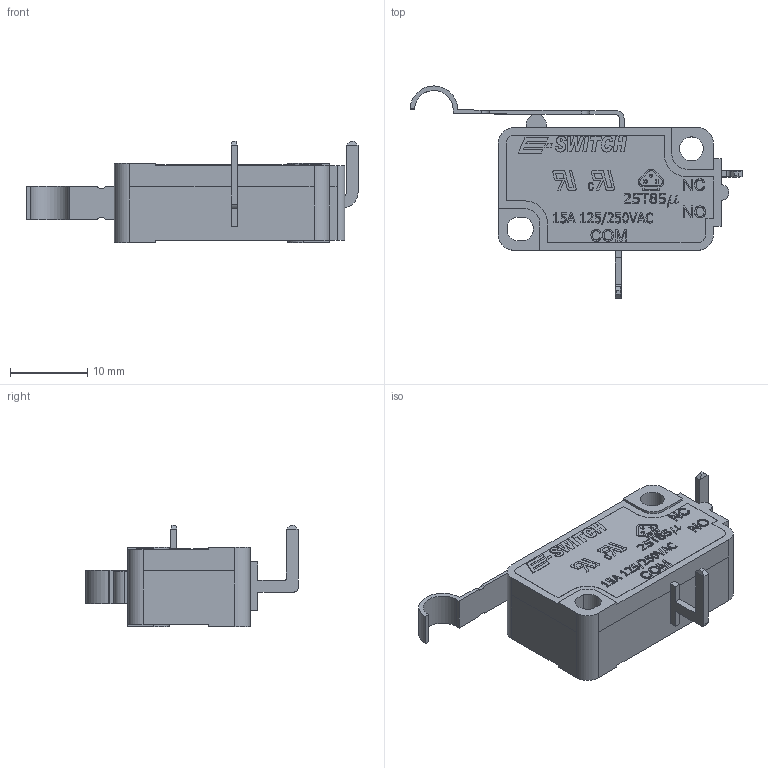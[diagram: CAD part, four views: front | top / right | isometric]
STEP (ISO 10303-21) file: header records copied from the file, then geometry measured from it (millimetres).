
FILE_DESCRIPTION((' '),'2;1');
FILE_NAME('LS085xx04FxxxV2B.stp','2017-08-01T14:05:11',(' '),(' '),' ','ACIS',' ');
FILE_SCHEMA(('CONFIG_CONTROL_DESIGN'));
Length unit declared in the file: inch
Products named in the file (1): LS085xx04FxxxV2B.stp
Bounding box: 43.05 x 27.51 x 13.15 mm (x, y, z)
Surface area: 2567.1 mm2 (no closed solid volume)
Topology: 0 solids, 1 shells, 779 faces, 2148 edges, 1425 vertices
Faces by surface type: plane 519, bspline 204, cylinder 56
Full cylindrical faces by diameter (mm): 3.1 x1
Entity records: 26267 total; most frequent: CARTESIAN_POINT 7596, ORIENTED_EDGE 4290, DIRECTION 3002, EDGE_CURVE 2146, VECTOR 1626, LINE 1626, VERTEX_POINT 1424, EDGE_LOOP 839
